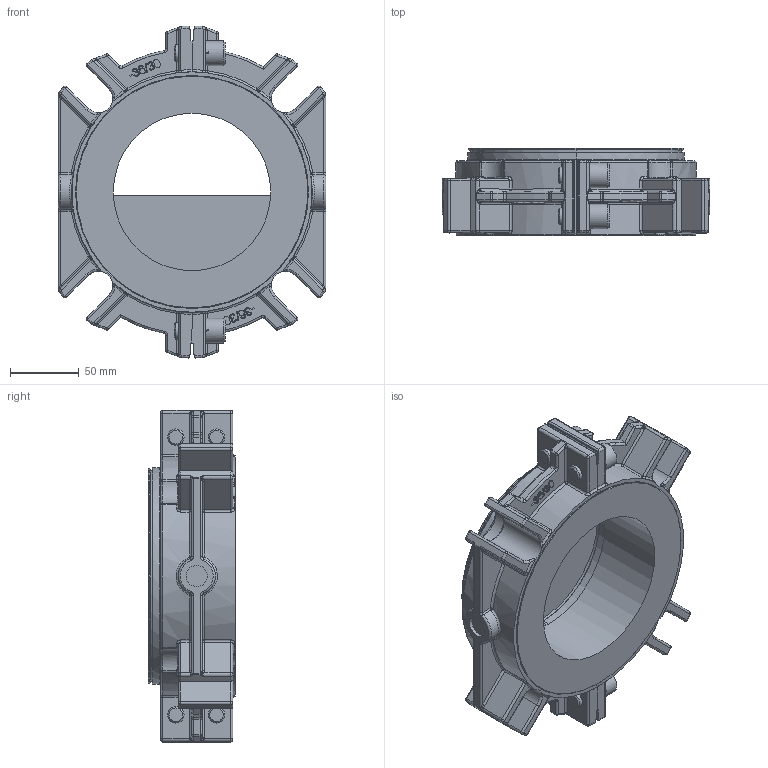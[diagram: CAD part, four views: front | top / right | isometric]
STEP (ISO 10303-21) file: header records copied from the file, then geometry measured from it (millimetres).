
FILE_DESCRIPTION(/* description */ ('Unknown'),/* implementation_level */ '2;1');
FILE_NAME(/* name */ '4.500 RDSX -36_30 SEAL ARRANGEMENT',/* time_stamp */ '2023-02-21T14:51:05-05:00',/* author */ ('Unknown'),/* organization */ ('Unknown'),/* preprocessor_version */ 'ST-DEVELOPER v16.7',/* originating_system */ 'Solid Edge',/* authorisation */ 'Unknown');
FILE_SCHEMA (('AUTOMOTIVE_DESIGN {1 0 10303 214 3 1 1}'));
Length unit declared in the file: millimetre
Products named in the file (1): 3209506
Bounding box: 194.46 x 63.5 x 241.25 mm (x, y, z)
Volume: 1048086.1 mm3; surface area: 140850.9 mm2
Topology: 1 solids, 1 shells, 975 faces, 2390 edges, 1383 vertices
Faces by surface type: cylinder 291, plane 202, bspline 200, torus 190, sphere 80, cone 12
Full cylindrical faces by diameter (mm): 12 x8, 15.342 x2, 18 x4, 114.434 x1, 117.482 x1, 168.275 x1
Entity records: 30944 total; most frequent: CARTESIAN_POINT 9631, ORIENTED_EDGE 4516, DIRECTION 4396, EDGE_CURVE 2258, AXIS2_PLACEMENT_3D 1815, VERTEX_POINT 1340, EDGE_LOOP 1040, FACE_BOUND 1040
